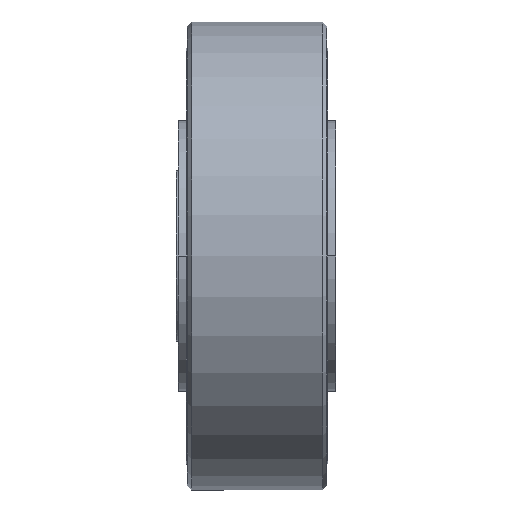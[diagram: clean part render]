
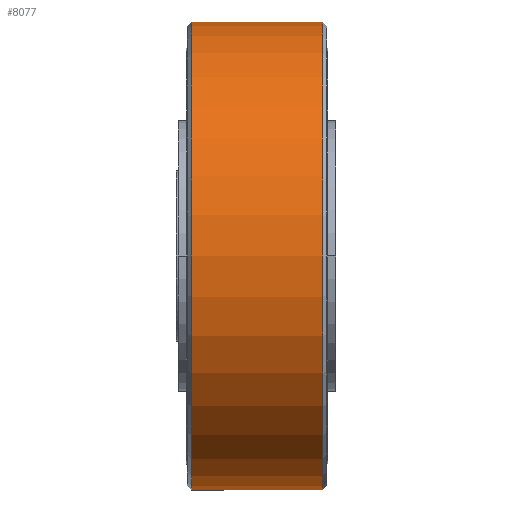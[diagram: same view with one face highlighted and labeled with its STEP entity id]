
A CAD part, front view. The second image highlights one B-rep face of the part: STEP entity #8077.
In plain terms, the highlighted cylindrical face has radius 112.5 mm (diameter 225 mm), a partial arc.
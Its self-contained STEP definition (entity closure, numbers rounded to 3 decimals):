
#8011=CARTESIAN_POINT('',(31.5,112.5,0.0));
#8012=VERTEX_POINT('',#8011);
#8028=CARTESIAN_POINT('',(31.5,-112.5,0.));
#8029=VERTEX_POINT('',#8028);
#8036=CARTESIAN_POINT('',(31.5,0.0,0.0));
#8037=DIRECTION('',(1.0,0.0,0.0));
#8038=DIRECTION('',(0.0,1.0,0.0));
#8039=AXIS2_PLACEMENT_3D('',#8036,#8037,#8038);
#8040=CIRCLE('',#8039,112.5);
#8041=EDGE_CURVE('',#8029,#8012,#8040,.T.);
#8046=CARTESIAN_POINT('',(0.,0.0,0.0));
#8047=DIRECTION('',(1.0,0.0,0.0));
#8048=DIRECTION('',(0.0,1.0,0.0));
#8049=AXIS2_PLACEMENT_3D('',#8046,#8047,#8048);
#8050=CYLINDRICAL_SURFACE('',#8049,112.5);
#8051=CARTESIAN_POINT('',(-31.5,112.5,0.0));
#8052=VERTEX_POINT('',#8051);
#8053=CARTESIAN_POINT('',(31.5,112.5,0.0));
#8054=DIRECTION('',(-1.0,0.0,0.0));
#8055=VECTOR('',#8054,63.);
#8056=LINE('',#8053,#8055);
#8057=EDGE_CURVE('',#8012,#8052,#8056,.T.);
#8058=ORIENTED_EDGE('',*,*,#8057,.F.);
#8059=ORIENTED_EDGE('',*,*,#8041,.F.);
#8060=CARTESIAN_POINT('',(-31.5,-112.5,0.));
#8061=VERTEX_POINT('',#8060);
#8062=CARTESIAN_POINT('',(31.5,-112.5,0.));
#8063=DIRECTION('',(-1.0,0.0,0.0));
#8064=VECTOR('',#8063,63.);
#8065=LINE('',#8062,#8064);
#8066=EDGE_CURVE('',#8029,#8061,#8065,.T.);
#8067=ORIENTED_EDGE('',*,*,#8066,.T.);
#8068=CARTESIAN_POINT('',(-31.5,0.0,0.0));
#8069=DIRECTION('',(1.0,0.0,0.0));
#8070=DIRECTION('',(0.0,1.0,0.0));
#8071=AXIS2_PLACEMENT_3D('',#8068,#8069,#8070);
#8072=CIRCLE('',#8071,112.5);
#8073=EDGE_CURVE('',#8061,#8052,#8072,.T.);
#8074=ORIENTED_EDGE('',*,*,#8073,.T.);
#8075=EDGE_LOOP('',(#8058,#8059,#8067,#8074));
#8076=FACE_OUTER_BOUND('',#8075,.T.);
#8077=ADVANCED_FACE('',(#8076),#8050,.T.);
